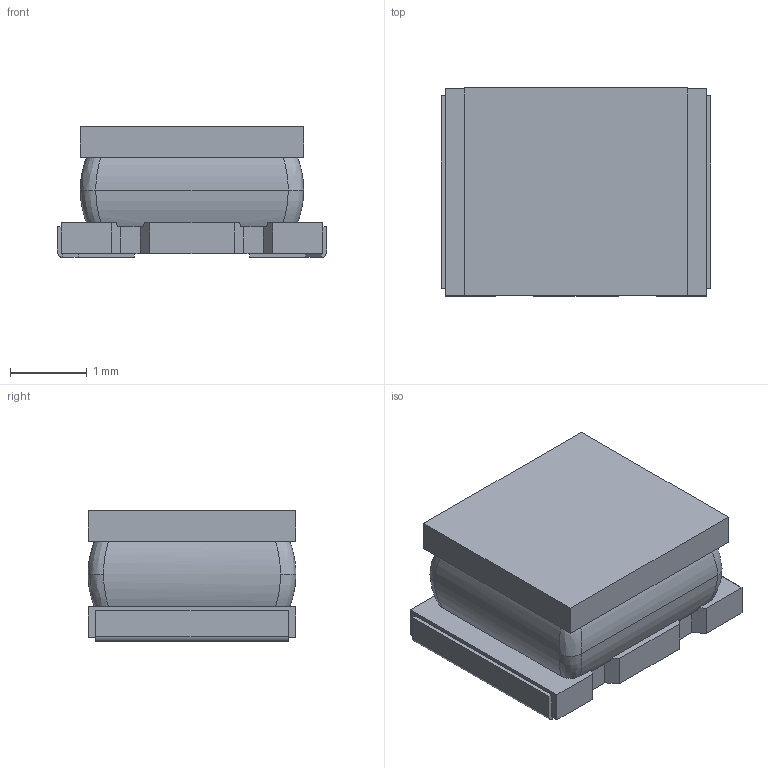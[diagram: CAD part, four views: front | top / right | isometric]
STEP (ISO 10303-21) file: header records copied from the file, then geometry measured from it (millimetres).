
FILE_DESCRIPTION(('FreeCAD Model'),'2;1');
FILE_NAME('L_muarta_LQH32PN.step', '2017-06-08T16:55:41',('kicad StepUp'),('ksu MCAD'), 'Open CASCADE STEP processor 6.8','FreeCAD','Unknown');
FILE_SCHEMA(('AUTOMOTIVE_DESIGN_CC2 { 1 2 10303 214 -1 1 5 4 }'));
Length unit declared in the file: millimetre
Products named in the file (1): L_muarta_LQH32PN
Bounding box: 3.5 x 2.7 x 1.7 mm (x, y, z)
Volume: 13.4 mm3; surface area: 39.8 mm2
Topology: 1 solids, 1 shells, 71 faces, 196 edges, 128 vertices
Faces by surface type: plane 55, cylinder 8, bspline 8
Entity records: 4629 total; most frequent: CARTESIAN_POINT 2404, ORIENTED_EDGE 392, DIRECTION 308, EDGE_CURVE 196, LINE 156, VECTOR 156, VERTEX_POINT 128, AXIS2_PLACEMENT_3D 76
